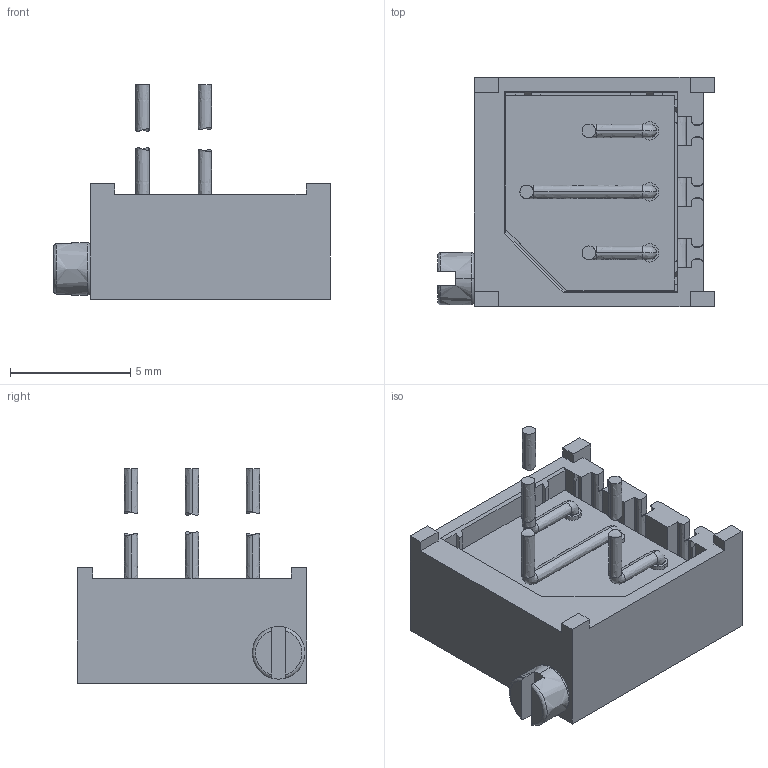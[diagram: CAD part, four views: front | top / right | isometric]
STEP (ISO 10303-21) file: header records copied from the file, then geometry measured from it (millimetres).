
FILE_DESCRIPTION((''),'2;1');
FILE_NAME('30329-601-P_ASM','2007-10-03T',('minhn'),('Bourns, Inc.'),'PRO/ENGINEER BY PARAMETRIC TECHNOLOGY CORPORATION, 2001200','PRO/ENGINEER BY PARAMETRIC TECHNOLOGY CORPORATION, 2001200','');
FILE_SCHEMA(('AUTOMOTIVE_DESIGN_CC2 { 1 2 10303 214 -1 1 5 2 }'));
Length unit declared in the file: inch
Products named in the file (2): 33756-67504P; 30329-601-P_ASM
Assembly tree (1 placements, depth 2):
  30329-601-P_ASM
    33756-67504P
Bounding box: 11.53 x 9.55 x 8.94 mm (x, y, z)
Volume: 271.2 mm3; surface area: 671.3 mm2
Topology: 4 solids, 4 shells, 218 faces, 577 edges, 366 vertices
Faces by surface type: bspline 218
Entity records: 10925 total; most frequent: CARTESIAN_POINT 4390, ORIENTED_EDGE 1154, DIRECTION 695, PRESENTATION_STYLE_ASSIGNMENT 581, STYLED_ITEM 581, CURVE_STYLE 577, EDGE_CURVE 577, VECTOR 401
